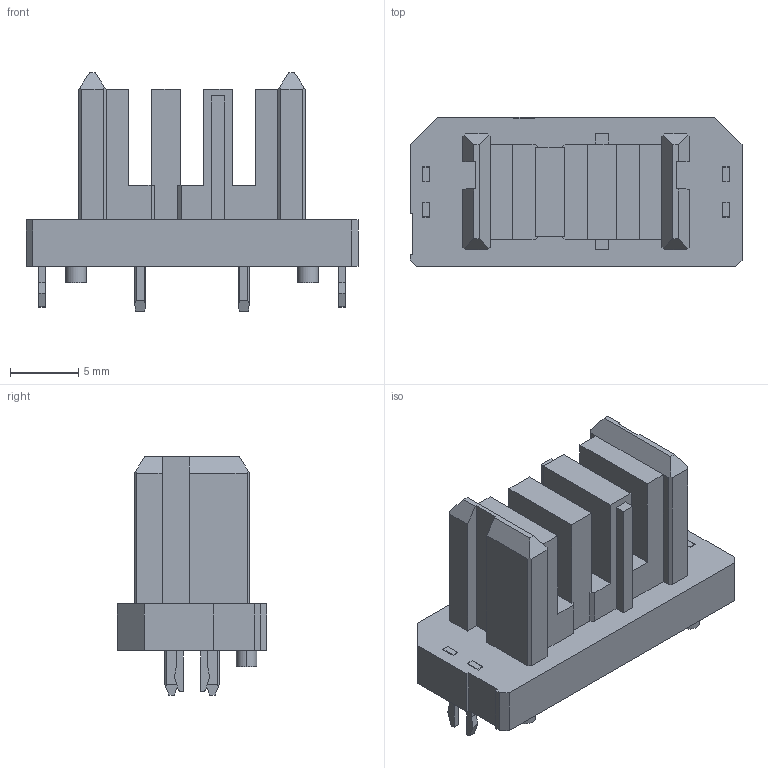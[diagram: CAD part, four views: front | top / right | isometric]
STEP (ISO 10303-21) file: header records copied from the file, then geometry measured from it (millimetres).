
FILE_DESCRIPTION(('Creo Elements/Direct Modeling STEP Export'),'2;1');
FILE_NAME('FX30B-2P-7.62DSA20.stp','2015-08-05T 8:25:14',(''),(''),'Creo Elements/Direct Modeling STEP processor for AP214 (Solid Model)','Creo Elements/Direct Modeling 18.1E 22-Nov-2013 (C) Parametric Technology GmbH','');
FILE_SCHEMA(('AUTOMOTIVE_DESIGN { 1 0 10303 214 1 1 1 1 }'));
Length unit declared in the file: millimetre
Products named in the file (1): FX30B-2P-7.62DSA20
Bounding box: 24.37 x 11 x 17.5 mm (x, y, z)
Volume: 1820.3 mm3; surface area: 1647.3 mm2
Topology: 1 solids, 1 shells, 200 faces, 545 edges, 362 vertices
Faces by surface type: plane 192, cylinder 8
Entity records: 6195 total; most frequent: CARTESIAN_POINT 1104, ORIENTED_EDGE 1090, DIRECTION 955, EDGE_CURVE 545, VECTOR 529, LINE 529, VERTEX_POINT 362, EDGE_LOOP 215
